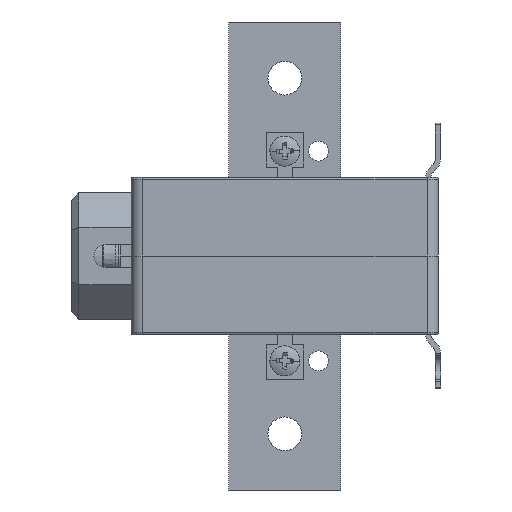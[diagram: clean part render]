
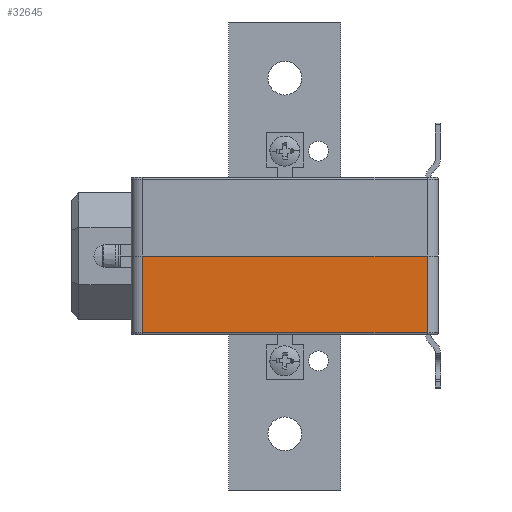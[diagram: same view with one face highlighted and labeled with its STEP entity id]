
A CAD part, left-side view. The second image highlights one B-rep face of the part: STEP entity #32645.
In plain terms, the highlighted planar face has unit normal (-1, 0, 0).
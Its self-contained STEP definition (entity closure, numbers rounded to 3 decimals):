
#628 = LINE ( 'NONE', #13821, #14780 ) ;
#1105 = ORIENTED_EDGE ( 'NONE', *, *, #10598, .T. ) ;
#1454 = VECTOR ( 'NONE', #8996, 1000. ) ;
#1739 = LINE ( 'NONE', #17915, #30961 ) ;
#2062 = ORIENTED_EDGE ( 'NONE', *, *, #9461, .T. ) ;
#3703 = DIRECTION ( 'NONE',  ( 1., 0., 0. ) ) ;
#3837 = VERTEX_POINT ( 'NONE', #34641 ) ;
#4917 = CARTESIAN_POINT ( 'NONE',  ( -37.5, -38., 21. ) ) ;
#6764 = DIRECTION ( 'NONE',  ( 0., -1., 0. ) ) ;
#7235 = VERTEX_POINT ( 'NONE', #13602 ) ;
#7751 = DIRECTION ( 'NONE',  ( 0., 0., 1. ) ) ;
#8949 = LINE ( 'NONE', #11839, #1454 ) ;
#8996 = DIRECTION ( 'NONE',  ( 0., -1., 0. ) ) ;
#9461 = EDGE_CURVE ( 'NONE', #7235, #10566, #628, .T. ) ;
#10566 = VERTEX_POINT ( 'NONE', #11721 ) ;
#10598 = EDGE_CURVE ( 'NONE', #10566, #3837, #8949, .T. ) ;
#11721 = CARTESIAN_POINT ( 'NONE',  ( -37.5, 38., 0.5 ) ) ;
#11839 = CARTESIAN_POINT ( 'NONE',  ( -37.5, -38., 0.5 ) ) ;
#13602 = CARTESIAN_POINT ( 'NONE',  ( -37.5, 38., 21. ) ) ;
#13821 = CARTESIAN_POINT ( 'NONE',  ( -37.5, 38., 21. ) ) ;
#14433 = FACE_OUTER_BOUND ( 'NONE', #21513, .T. ) ;
#14780 = VECTOR ( 'NONE', #25217, 1000. ) ;
#14944 = PLANE ( 'NONE',  #29396 ) ;
#15548 = EDGE_CURVE ( 'NONE', #3837, #24503, #20973, .T. ) ;
#17797 = CARTESIAN_POINT ( 'NONE',  ( -37.5, -41., 21. ) ) ;
#17915 = CARTESIAN_POINT ( 'NONE',  ( -37.5, -41., 21. ) ) ;
#19853 = EDGE_CURVE ( 'NONE', #7235, #24503, #1739, .T. ) ;
#20973 = LINE ( 'NONE', #4917, #35200 ) ;
#21513 = EDGE_LOOP ( 'NONE', ( #2062, #1105, #36147, #32817 ) ) ;
#23464 = DIRECTION ( 'NONE',  ( 0., 0., -1. ) ) ;
#24003 = CARTESIAN_POINT ( 'NONE',  ( -37.5, -38., 21. ) ) ;
#24503 = VERTEX_POINT ( 'NONE', #24003 ) ;
#25217 = DIRECTION ( 'NONE',  ( 0., 0., -1. ) ) ;
#29396 = AXIS2_PLACEMENT_3D ( 'NONE', #17797, #3703, #23464 ) ;
#30961 = VECTOR ( 'NONE', #6764, 1000. ) ;
#32645 = ADVANCED_FACE ( 'NONE', ( #14433 ), #14944, .F. ) ;
#32817 = ORIENTED_EDGE ( 'NONE', *, *, #19853, .F. ) ;
#34641 = CARTESIAN_POINT ( 'NONE',  ( -37.5, -38., 0.5 ) ) ;
#35200 = VECTOR ( 'NONE', #7751, 1000. ) ;
#36147 = ORIENTED_EDGE ( 'NONE', *, *, #15548, .T. ) ;
